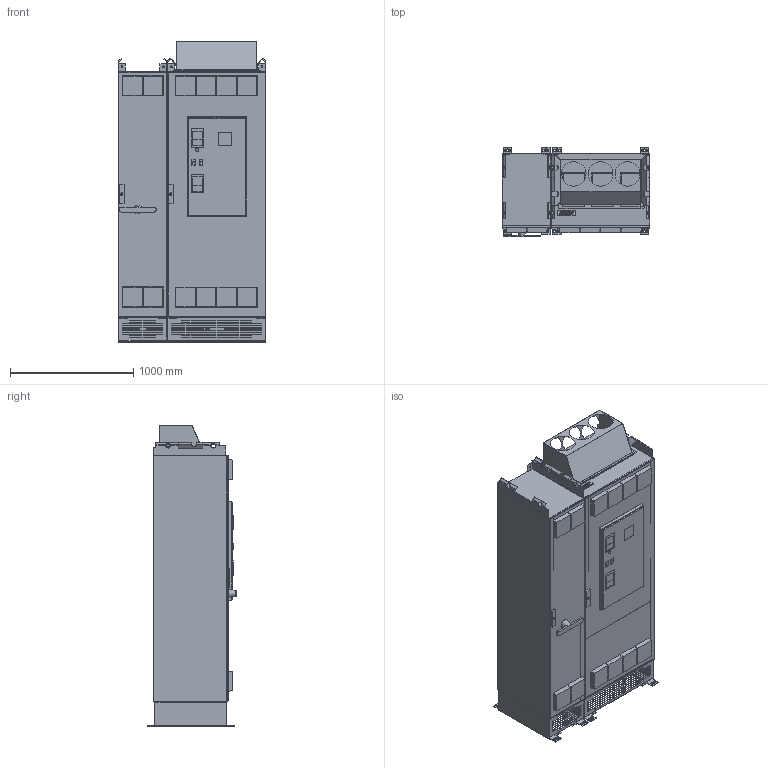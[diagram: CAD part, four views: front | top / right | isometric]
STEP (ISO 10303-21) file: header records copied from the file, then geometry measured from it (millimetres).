
FILE_DESCRIPTION(/* description */ (''),/* implementation_level */ '2;1');
FILE_NAME(/* name */ '181K4965.stp',/* time_stamp */ '2026-01-15T13:57:52+02:00',/* author */ (''),/* organization */ (''),/* preprocessor_version */ 'ST-DEVELOPER v20',/* originating_system */ 'SIEMENS PLM Software NX2312.3002',/* authorisation */ '');
FILE_SCHEMA (('AUTOMOTIVE_DESIGN { 1 0 10303 214 3 1 1 1 }'));
Products named in the file (11): 181K4889; 181K4925; 181K4908; 181K4918; 181K4896; 181K4892; 181K4906; 181K4927; 181K4926; 181K4949; 181K4965
Assembly tree (10 placements, depth 3):
  181K4965
    181K4949
      181K4906
      181K4892
      181K4896
      181K4918
    181K4926
      181K4908
      181K4925
      181K4889
    181K4927
Bounding box: 1200 x 728.4 x 2441.18 mm (x, y, z)
Volume: 715503779.8 mm3; surface area: 37568639.7 mm2
Topology: 8 solids, 25 shells, 3057 faces, 8442 edges, 5582 vertices
Faces by surface type: plane 2365, cylinder 430, torus 163, extrusion 44, cone 35, bspline 20
Full cylindrical faces by diameter (mm): 3 x2, 3.3 x1, 6.5 x4, 7 x8, 8.5 x1, 9 x1, 9.116 x12, 10 x12, 10.5 x17, 12.2 x2, 13 x6, 15 x12, 15.5 x24, 19.788 x2, 20 x12, 22 x1, 25.715 x4, 26 x3, 26.314 x4, 26.353 x4, 28 x1, 28.338 x1, 28.472 x1, 46 x16, 65 x8, 82.584 x8, 200 x6
Entity records: 113551 total; most frequent: CARTESIAN_POINT 22149, ORIENTED_EDGE 15946, DIRECTION 14757, EDGE_CURVE 7973, VECTOR 6659, LINE 6615, VERTEX_POINT 5470, AXIS2_PLACEMENT_3D 4049
